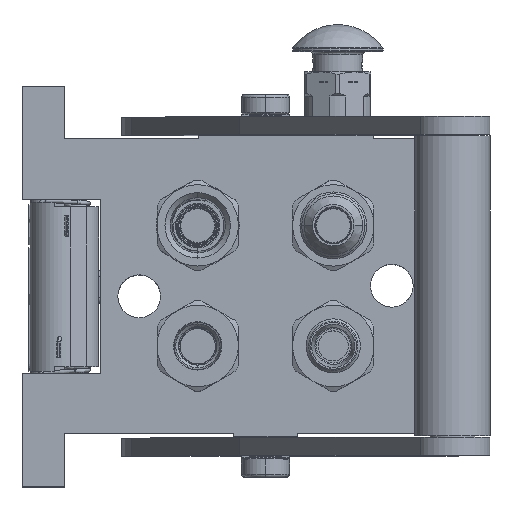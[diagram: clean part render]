
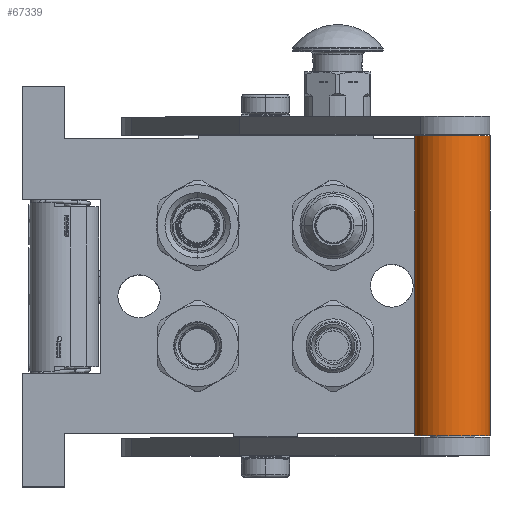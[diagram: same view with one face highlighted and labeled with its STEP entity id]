
A CAD part, top view. The second image highlights one B-rep face of the part: STEP entity #67339.
In plain terms, the highlighted cylindrical face has radius 12.5 mm (diameter 25 mm), a partial arc.
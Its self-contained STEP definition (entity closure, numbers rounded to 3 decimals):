
#136 = AXIS2_PLACEMENT_3D ( 'NONE', #83910, #14354, #95650 ) ;
#721 = EDGE_CURVE ( 'NONE', #115909, #1963, #8773, .T. ) ;
#1963 = VERTEX_POINT ( 'NONE', #132110 ) ;
#8347 = CIRCLE ( 'NONE', #83218, 12.5 ) ;
#8773 = LINE ( 'NONE', #123940, #34238 ) ;
#14354 = DIRECTION ( 'NONE',  ( -1., 0., 0. ) ) ;
#17039 = LINE ( 'NONE', #31975, #62437 ) ;
#17676 = ORIENTED_EDGE ( 'NONE', *, *, #123527, .T. ) ;
#18981 = CARTESIAN_POINT ( 'NONE',  ( 4.5, 0., 0. ) ) ;
#19232 = CYLINDRICAL_SURFACE ( 'NONE', #37450, 12.5 ) ;
#20331 = DIRECTION ( 'NONE',  ( -1., 0., 0. ) ) ;
#20965 = EDGE_CURVE ( 'NONE', #1963, #140780, #8347, .T. ) ;
#26302 = ORIENTED_EDGE ( 'NONE', *, *, #20965, .F. ) ;
#27348 = CARTESIAN_POINT ( 'NONE',  ( 104., 0., -12.5 ) ) ;
#31975 = CARTESIAN_POINT ( 'NONE',  ( 104., 0., 12.5 ) ) ;
#32345 = VERTEX_POINT ( 'NONE', #133781 ) ;
#34238 = VECTOR ( 'NONE', #100620, 1000. ) ;
#37450 = AXIS2_PLACEMENT_3D ( 'NONE', #144950, #74816, #128597 ) ;
#41412 = ORIENTED_EDGE ( 'NONE', *, *, #95198, .T. ) ;
#49106 = CIRCLE ( 'NONE', #136, 12.5 ) ;
#62437 = VECTOR ( 'NONE', #20331, 1000. ) ;
#62954 = EDGE_LOOP ( 'NONE', ( #41412, #17676, #26302, #91369 ) ) ;
#67339 = ADVANCED_FACE ( 'NONE', ( #80956 ), #19232, .T. ) ;
#74816 = DIRECTION ( 'NONE',  ( -1., 0., 0. ) ) ;
#80956 = FACE_OUTER_BOUND ( 'NONE', #62954, .T. ) ;
#83218 = AXIS2_PLACEMENT_3D ( 'NONE', #18981, #89055, #147449 ) ;
#83910 = CARTESIAN_POINT ( 'NONE',  ( 104., 0., 0. ) ) ;
#89055 = DIRECTION ( 'NONE',  ( -1., 0., 0. ) ) ;
#91369 = ORIENTED_EDGE ( 'NONE', *, *, #721, .F. ) ;
#95198 = EDGE_CURVE ( 'NONE', #115909, #32345, #49106, .T. ) ;
#95650 = DIRECTION ( 'NONE',  ( 0., 0., -1. ) ) ;
#99646 = CARTESIAN_POINT ( 'NONE',  ( 4.5, 0., 12.5 ) ) ;
#100620 = DIRECTION ( 'NONE',  ( -1., 0., 0. ) ) ;
#115909 = VERTEX_POINT ( 'NONE', #27348 ) ;
#123527 = EDGE_CURVE ( 'NONE', #32345, #140780, #17039, .T. ) ;
#123940 = CARTESIAN_POINT ( 'NONE',  ( 104., 0., -12.5 ) ) ;
#128597 = DIRECTION ( 'NONE',  ( 0., 0., 1. ) ) ;
#132110 = CARTESIAN_POINT ( 'NONE',  ( 4.5, 0., -12.5 ) ) ;
#133781 = CARTESIAN_POINT ( 'NONE',  ( 104., 0., 12.5 ) ) ;
#140780 = VERTEX_POINT ( 'NONE', #99646 ) ;
#144950 = CARTESIAN_POINT ( 'NONE',  ( -5.425, 0., 0. ) ) ;
#147449 = DIRECTION ( 'NONE',  ( 0., 0., -1. ) ) ;
